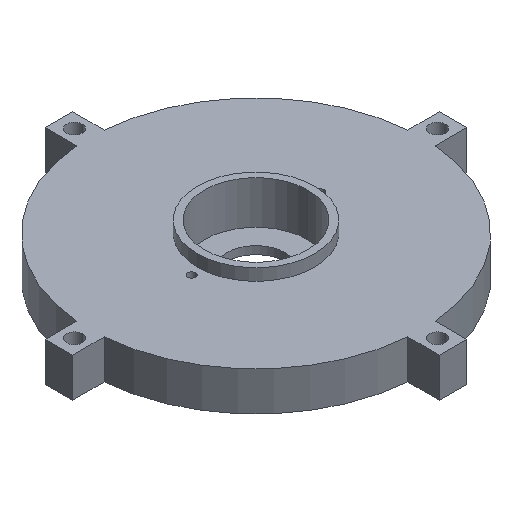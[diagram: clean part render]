
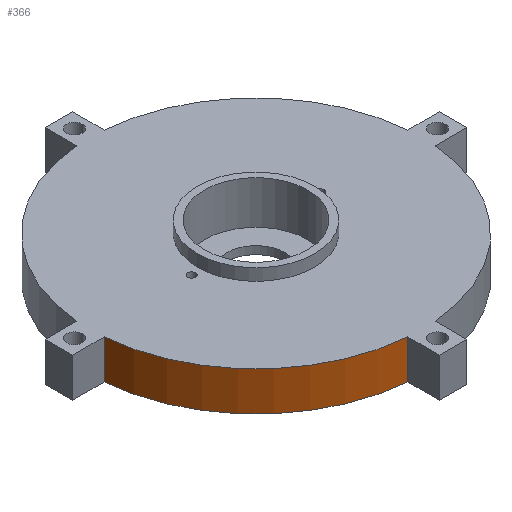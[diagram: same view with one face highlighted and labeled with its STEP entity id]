
A CAD part, isometric view. The second image highlights one B-rep face of the part: STEP entity #366.
In plain terms, the highlighted cylindrical face has radius 42.5 mm (diameter 85 mm), a partial arc.
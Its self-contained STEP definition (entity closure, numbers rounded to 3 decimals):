
#46 = EDGE_LOOP ( 'NONE', ( #470, #723, #454, #832 ) ) ;
#71 = VERTEX_POINT ( 'NONE', #230 ) ;
#74 = EDGE_CURVE ( 'NONE', #71, #1132, #1143, .T. ) ;
#102 = VECTOR ( 'NONE', #268, 1000. ) ;
#218 = CIRCLE ( 'NONE', #602, 42.5 ) ;
#221 = VERTEX_POINT ( 'NONE', #907 ) ;
#224 = CARTESIAN_POINT ( 'NONE',  ( 0., 0., 10. ) ) ;
#230 = CARTESIAN_POINT ( 'NONE',  ( -42.356, -3.5, 0. ) ) ;
#268 = DIRECTION ( 'NONE',  ( 0., 0., -1. ) ) ;
#332 = AXIS2_PLACEMENT_3D ( 'NONE', #1246, #848, #1050 ) ;
#346 = EDGE_CURVE ( 'NONE', #906, #221, #218, .T. ) ;
#366 = ADVANCED_FACE ( 'NONE', ( #1145 ), #1046, .T. ) ;
#383 = CARTESIAN_POINT ( 'NONE',  ( -3.5, -42.356, 0. ) ) ;
#418 = DIRECTION ( 'NONE',  ( 0., 0., -1. ) ) ;
#454 = ORIENTED_EDGE ( 'NONE', *, *, #346, .F. ) ;
#470 = ORIENTED_EDGE ( 'NONE', *, *, #74, .T. ) ;
#486 = VECTOR ( 'NONE', #1212, 1000. ) ;
#602 = AXIS2_PLACEMENT_3D ( 'NONE', #1201, #712, #831 ) ;
#638 = DIRECTION ( 'NONE',  ( -1., 0., 0. ) ) ;
#642 = AXIS2_PLACEMENT_3D ( 'NONE', #224, #418, #638 ) ;
#668 = EDGE_CURVE ( 'NONE', #906, #71, #682, .T. ) ;
#682 = LINE ( 'NONE', #890, #486 ) ;
#712 = DIRECTION ( 'NONE',  ( 0., 0., 1. ) ) ;
#723 = ORIENTED_EDGE ( 'NONE', *, *, #1094, .F. ) ;
#831 = DIRECTION ( 'NONE',  ( 1., 0., 0. ) ) ;
#832 = ORIENTED_EDGE ( 'NONE', *, *, #668, .T. ) ;
#844 = CARTESIAN_POINT ( 'NONE',  ( -42.356, -3.5, 10. ) ) ;
#848 = DIRECTION ( 'NONE',  ( 0., 0., 1. ) ) ;
#890 = CARTESIAN_POINT ( 'NONE',  ( -42.356, -3.5, 10. ) ) ;
#906 = VERTEX_POINT ( 'NONE', #844 ) ;
#907 = CARTESIAN_POINT ( 'NONE',  ( -3.5, -42.356, 10. ) ) ;
#985 = CARTESIAN_POINT ( 'NONE',  ( -3.5, -42.356, 10. ) ) ;
#990 = LINE ( 'NONE', #985, #102 ) ;
#1046 = CYLINDRICAL_SURFACE ( 'NONE', #642, 42.5 ) ;
#1050 = DIRECTION ( 'NONE',  ( 1., 0., 0. ) ) ;
#1094 = EDGE_CURVE ( 'NONE', #221, #1132, #990, .T. ) ;
#1132 = VERTEX_POINT ( 'NONE', #383 ) ;
#1143 = CIRCLE ( 'NONE', #332, 42.5 ) ;
#1145 = FACE_OUTER_BOUND ( 'NONE', #46, .T. ) ;
#1201 = CARTESIAN_POINT ( 'NONE',  ( 0., 0., 10. ) ) ;
#1212 = DIRECTION ( 'NONE',  ( 0., 0., -1. ) ) ;
#1246 = CARTESIAN_POINT ( 'NONE',  ( 0., 0., 0. ) ) ;
